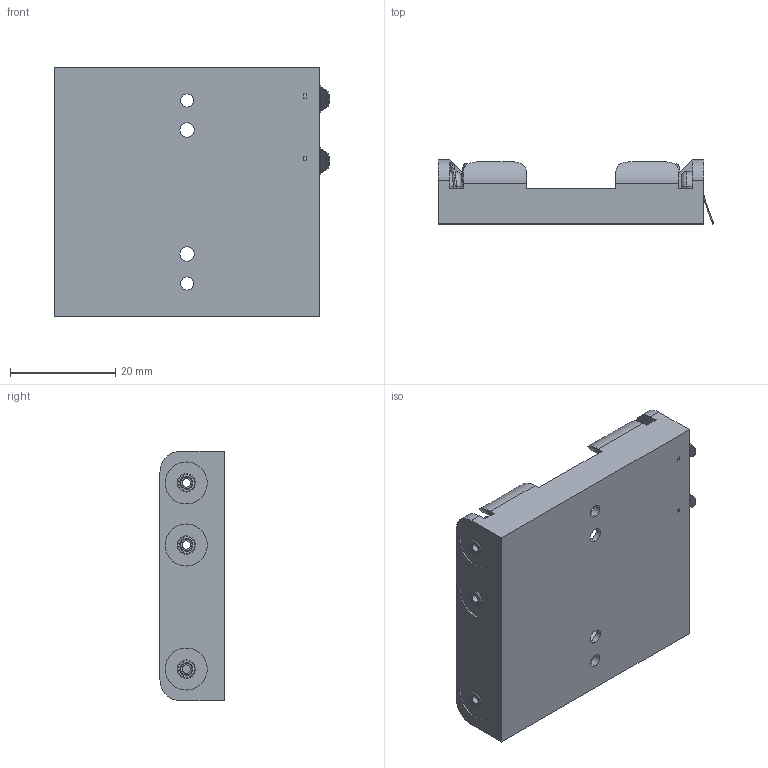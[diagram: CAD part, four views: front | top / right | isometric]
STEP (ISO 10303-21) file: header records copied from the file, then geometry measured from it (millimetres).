
FILE_DESCRIPTION (( 'STEP AP214' ), '1' );
FILE_NAME ('BC4AAAL.STEP', '2020-10-12T20:25:08', ( '' ), ( '' ), 'SwSTEP 2.0', 'SolidWorks 2017', '' );
FILE_SCHEMA (( 'AUTOMOTIVE_DESIGN' ));
Length unit declared in the file: millimetre
Products named in the file (1): BC4AAAL
Bounding box: 52.36 x 12.19 x 47.52 mm (x, y, z)
Volume: 7460.6 mm3; surface area: 11458 mm2
Topology: 11 solids, 11 shells, 593 faces, 1434 edges, 924 vertices
Faces by surface type: plane 299, cylinder 198, torus 72, bspline 24
Entity records: 22532 total; most frequent: CARTESIAN_POINT 8196, DIRECTION 3034, ORIENTED_EDGE 2868, EDGE_CURVE 1434, AXIS2_PLACEMENT_3D 1110, VERTEX_POINT 924, VECTOR 814, LINE 814
